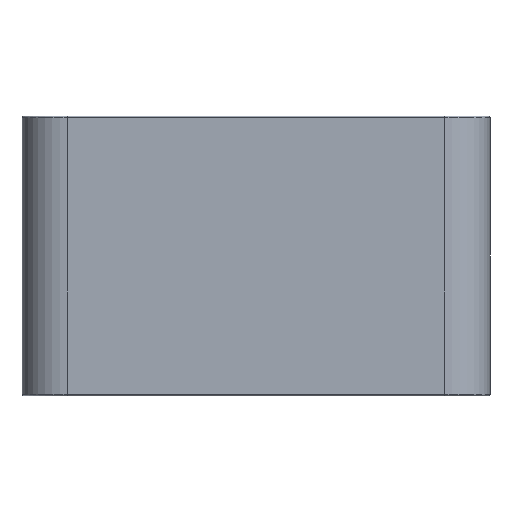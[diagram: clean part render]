
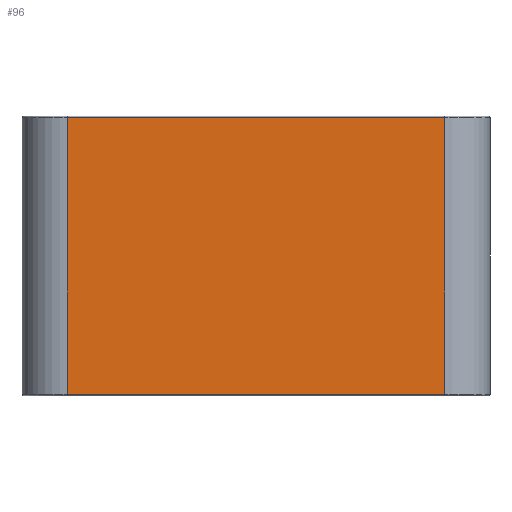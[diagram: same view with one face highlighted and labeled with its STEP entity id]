
A CAD part, top view. The second image highlights one B-rep face of the part: STEP entity #96.
In plain terms, the highlighted planar face has unit normal (0, 0, 1).
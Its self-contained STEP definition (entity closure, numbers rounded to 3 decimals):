
#96 = ADVANCED_FACE( '', ( #190 ), #191, .F. );
#190 = FACE_OUTER_BOUND( '', #277, .T. );
#191 = PLANE( '', #278 );
#277 = EDGE_LOOP( '', ( #479, #480, #481, #482 ) );
#278 = AXIS2_PLACEMENT_3D( '', #483, #484, #485 );
#479 = ORIENTED_EDGE( '', *, *, #551, .T. );
#480 = ORIENTED_EDGE( '', *, *, #506, .T. );
#481 = ORIENTED_EDGE( '', *, *, #571, .T. );
#482 = ORIENTED_EDGE( '', *, *, #566, .T. );
#483 = CARTESIAN_POINT( '', ( 16.75, -10., 3.25 ) );
#484 = DIRECTION( '', ( 0., 0., -1. ) );
#485 = DIRECTION( '', ( -1., 0., 0. ) );
#506 = EDGE_CURVE( '', #585, #590, #592, .T. );
#551 = EDGE_CURVE( '', #634, #585, #662, .T. );
#566 = EDGE_CURVE( '', #613, #634, #680, .F. );
#571 = EDGE_CURVE( '', #590, #613, #685, .F. );
#585 = VERTEX_POINT( '', #699 );
#590 = VERTEX_POINT( '', #705 );
#592 = LINE( '', #707, #708 );
#613 = VERTEX_POINT( '', #737 );
#634 = VERTEX_POINT( '', #761 );
#662 = LINE( '', #793, #794 );
#680 = LINE( '', #816, #817 );
#685 = LINE( '', #822, #823 );
#699 = CARTESIAN_POINT( '', ( 13.5, 9.9, 3.25 ) );
#705 = CARTESIAN_POINT( '', ( -13.5, 9.9, 3.25 ) );
#707 = CARTESIAN_POINT( '', ( 16.75, 9.9, 3.25 ) );
#708 = VECTOR( '', #843, 1000. );
#737 = CARTESIAN_POINT( '', ( -13.5, -9.9, 3.25 ) );
#761 = CARTESIAN_POINT( '', ( 13.5, -9.9, 3.25 ) );
#793 = CARTESIAN_POINT( '', ( 13.5, -10., 3.25 ) );
#794 = VECTOR( '', #919, 1000. );
#816 = CARTESIAN_POINT( '', ( 13.5, -9.9, 3.25 ) );
#817 = VECTOR( '', #936, 1000. );
#822 = CARTESIAN_POINT( '', ( -13.5, -10., 3.25 ) );
#823 = VECTOR( '', #943, 1000. );
#843 = DIRECTION( '', ( -1., 0., 0. ) );
#919 = DIRECTION( '', ( 0., 1., 0. ) );
#936 = DIRECTION( '', ( -1., 0., 0. ) );
#943 = DIRECTION( '', ( 0., 1., 0. ) );
